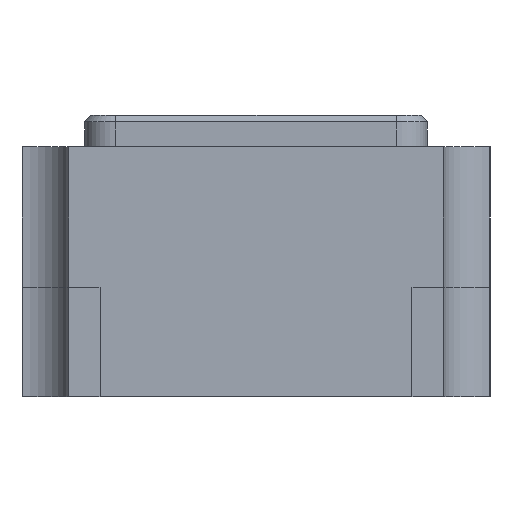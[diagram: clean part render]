
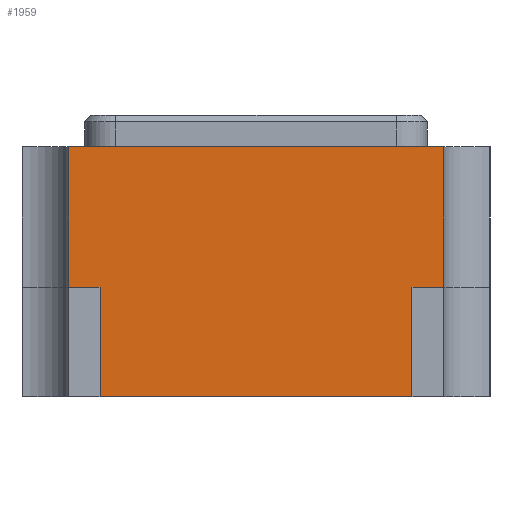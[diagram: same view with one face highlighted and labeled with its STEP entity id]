
A CAD part, left-side view. The second image highlights one B-rep face of the part: STEP entity #1959.
In plain terms, the highlighted planar face has unit normal (-1, 0, 0).
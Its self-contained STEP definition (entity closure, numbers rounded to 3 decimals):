
#38 = FACE_OUTER_BOUND ( 'NONE', #1735, .T. ) ;
#45 = LINE ( 'NONE', #1260, #1289 ) ;
#84 = DIRECTION ( 'NONE',  ( 0., 1., 0. ) ) ;
#244 = DIRECTION ( 'NONE',  ( 0., -1., 0. ) ) ;
#302 = VECTOR ( 'NONE', #3621, 1000. ) ;
#308 = DIRECTION ( 'NONE',  ( 0., 0., -1. ) ) ;
#309 = ORIENTED_EDGE ( 'NONE', *, *, #2477, .T. ) ;
#323 = VERTEX_POINT ( 'NONE', #3252 ) ;
#371 = LINE ( 'NONE', #1869, #1566 ) ;
#429 = VERTEX_POINT ( 'NONE', #2558 ) ;
#443 = CARTESIAN_POINT ( 'NONE',  ( -1.6, -0.5, 0.349 ) ) ;
#464 = DIRECTION ( 'NONE',  ( -1., 0., 0. ) ) ;
#474 = VECTOR ( 'NONE', #3017, 1000. ) ;
#553 = EDGE_CURVE ( 'NONE', #2832, #323, #45, .T. ) ;
#723 = EDGE_CURVE ( 'NONE', #429, #1967, #2854, .T. ) ;
#832 = LINE ( 'NONE', #2958, #1506 ) ;
#880 = CARTESIAN_POINT ( 'NONE',  ( -1.6, 0.75, 0.349 ) ) ;
#942 = CARTESIAN_POINT ( 'NONE',  ( -1.6, 0.5, 0. ) ) ;
#1136 = ORIENTED_EDGE ( 'NONE', *, *, #553, .T. ) ;
#1231 = ORIENTED_EDGE ( 'NONE', *, *, #2887, .T. ) ;
#1242 = CARTESIAN_POINT ( 'NONE',  ( -1.6, 0.6, 0.349 ) ) ;
#1260 = CARTESIAN_POINT ( 'NONE',  ( -1.6, 0.75, 0. ) ) ;
#1275 = DIRECTION ( 'NONE',  ( 0., -1., 0. ) ) ;
#1289 = VECTOR ( 'NONE', #1275, 1000. ) ;
#1298 = EDGE_CURVE ( 'NONE', #3486, #2686, #1773, .T. ) ;
#1308 = PLANE ( 'NONE',  #2956 ) ;
#1367 = CARTESIAN_POINT ( 'NONE',  ( -1.6, 0.75, 0. ) ) ;
#1506 = VECTOR ( 'NONE', #244, 1000. ) ;
#1566 = VECTOR ( 'NONE', #2166, 1000. ) ;
#1629 = CARTESIAN_POINT ( 'NONE',  ( -1.6, 0., 0.8 ) ) ;
#1709 = ORIENTED_EDGE ( 'NONE', *, *, #1298, .T. ) ;
#1735 = EDGE_LOOP ( 'NONE', ( #2516, #1709, #3250, #1136, #2478, #309, #1231, #3869 ) ) ;
#1773 = LINE ( 'NONE', #880, #474 ) ;
#1850 = VECTOR ( 'NONE', #84, 1000. ) ;
#1869 = CARTESIAN_POINT ( 'NONE',  ( -1.6, 0.6, 0.8 ) ) ;
#1959 = ADVANCED_FACE ( 'NONE', ( #38 ), #1308, .T. ) ;
#1967 = VERTEX_POINT ( 'NONE', #3186 ) ;
#2012 = DIRECTION ( 'NONE',  ( 0., 0., 1. ) ) ;
#2089 = CARTESIAN_POINT ( 'NONE',  ( -1.6, -0.6, 0.349 ) ) ;
#2166 = DIRECTION ( 'NONE',  ( 0., 0., -1. ) ) ;
#2226 = EDGE_CURVE ( 'NONE', #323, #3536, #3925, .T. ) ;
#2294 = EDGE_CURVE ( 'NONE', #1967, #3486, #371, .T. ) ;
#2337 = CARTESIAN_POINT ( 'NONE',  ( -1.6, 0.5, 0.349 ) ) ;
#2349 = CARTESIAN_POINT ( 'NONE',  ( -1.6, -0.6, 0. ) ) ;
#2477 = EDGE_CURVE ( 'NONE', #3536, #2676, #832, .T. ) ;
#2478 = ORIENTED_EDGE ( 'NONE', *, *, #2226, .T. ) ;
#2516 = ORIENTED_EDGE ( 'NONE', *, *, #2294, .T. ) ;
#2558 = CARTESIAN_POINT ( 'NONE',  ( -1.6, -0.6, 0.8 ) ) ;
#2599 = VECTOR ( 'NONE', #308, 1000. ) ;
#2676 = VERTEX_POINT ( 'NONE', #2089 ) ;
#2686 = VERTEX_POINT ( 'NONE', #2337 ) ;
#2832 = VERTEX_POINT ( 'NONE', #3142 ) ;
#2854 = LINE ( 'NONE', #1629, #1850 ) ;
#2864 = DIRECTION ( 'NONE',  ( 0., 0., 1. ) ) ;
#2887 = EDGE_CURVE ( 'NONE', #2676, #429, #2964, .T. ) ;
#2956 = AXIS2_PLACEMENT_3D ( 'NONE', #1367, #464, #2864 ) ;
#2958 = CARTESIAN_POINT ( 'NONE',  ( -1.6, 0.75, 0.349 ) ) ;
#2964 = LINE ( 'NONE', #2349, #3427 ) ;
#2992 = EDGE_CURVE ( 'NONE', #2686, #2832, #3664, .T. ) ;
#3017 = DIRECTION ( 'NONE',  ( 0., -1., 0. ) ) ;
#3142 = CARTESIAN_POINT ( 'NONE',  ( -1.6, 0.5, 0. ) ) ;
#3186 = CARTESIAN_POINT ( 'NONE',  ( -1.6, 0.6, 0.8 ) ) ;
#3250 = ORIENTED_EDGE ( 'NONE', *, *, #2992, .T. ) ;
#3252 = CARTESIAN_POINT ( 'NONE',  ( -1.6, -0.5, 0. ) ) ;
#3357 = CARTESIAN_POINT ( 'NONE',  ( -1.6, -0.5, 0. ) ) ;
#3427 = VECTOR ( 'NONE', #2012, 1000. ) ;
#3486 = VERTEX_POINT ( 'NONE', #1242 ) ;
#3536 = VERTEX_POINT ( 'NONE', #443 ) ;
#3621 = DIRECTION ( 'NONE',  ( 0., 0., 1. ) ) ;
#3664 = LINE ( 'NONE', #942, #2599 ) ;
#3869 = ORIENTED_EDGE ( 'NONE', *, *, #723, .T. ) ;
#3925 = LINE ( 'NONE', #3357, #302 ) ;
